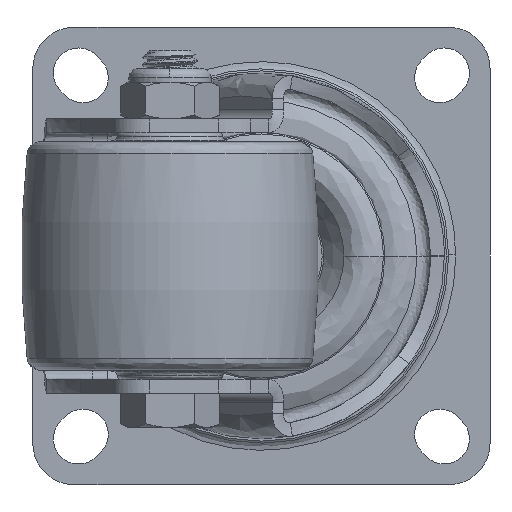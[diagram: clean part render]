
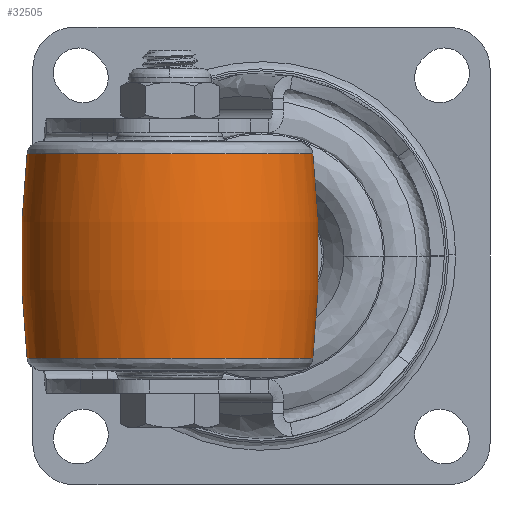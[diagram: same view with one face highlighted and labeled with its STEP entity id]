
A CAD part, front view. The second image highlights one B-rep face of the part: STEP entity #32505.
In plain terms, the highlighted toroidal (fillet/blend) face has major radius 167.5 mm and minor radius 200 mm.
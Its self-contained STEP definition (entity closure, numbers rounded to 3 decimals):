
#590 = VERTEX_POINT ( 'NONE', #18253 ) ;
#939 = VERTEX_POINT ( 'NONE', #9361 ) ;
#1353 = CIRCLE ( 'NONE', #19947, 200. ) ;
#4038 = DIRECTION ( 'NONE',  ( 0., 0., 1. ) ) ;
#4569 = AXIS2_PLACEMENT_3D ( 'NONE', #26159, #4038, #29385 ) ;
#4707 = EDGE_LOOP ( 'NONE', ( #6709, #18346, #35431, #22242 ) ) ;
#6108 = AXIS2_PLACEMENT_3D ( 'NONE', #25137, #32899, #33270 ) ;
#6264 = DIRECTION ( 'NONE',  ( -0.998, 0.063, 0. ) ) ;
#6709 = ORIENTED_EDGE ( 'NONE', *, *, #9598, .F. ) ;
#8417 = DIRECTION ( 'NONE',  ( 0., 1., 0. ) ) ;
#8889 = DIRECTION ( 'NONE',  ( 0., 0., 1. ) ) ;
#9076 = EDGE_CURVE ( 'NONE', #31679, #9477, #12131, .T. ) ;
#9361 = CARTESIAN_POINT ( 'NONE',  ( 11.249, -50.8, -22.335 ) ) ;
#9477 = VERTEX_POINT ( 'NONE', #12422 ) ;
#9598 = EDGE_CURVE ( 'NONE', #590, #9477, #1353, .T. ) ;
#9802 = AXIS2_PLACEMENT_3D ( 'NONE', #12086, #8889, #6264 ) ;
#9979 = EDGE_CURVE ( 'NONE', #590, #939, #17572, .T. ) ;
#10772 = DIRECTION ( 'NONE',  ( 0., -1., 0. ) ) ;
#12086 = CARTESIAN_POINT ( 'NONE',  ( -20., -50.8, -22.335 ) ) ;
#12131 = CIRCLE ( 'NONE', #6108, 31.249 ) ;
#12422 = CARTESIAN_POINT ( 'NONE',  ( -51.249, -50.8, 22.335 ) ) ;
#12600 = CARTESIAN_POINT ( 'NONE',  ( 11.249, -50.8, 22.335 ) ) ;
#17572 = CIRCLE ( 'NONE', #9802, 31.249 ) ;
#18253 = CARTESIAN_POINT ( 'NONE',  ( -51.249, -50.8, -22.335 ) ) ;
#18346 = ORIENTED_EDGE ( 'NONE', *, *, #9979, .T. ) ;
#19947 = AXIS2_PLACEMENT_3D ( 'NONE', #34312, #8417, #28516 ) ;
#22201 = CIRCLE ( 'NONE', #35376, 200. ) ;
#22242 = ORIENTED_EDGE ( 'NONE', *, *, #9076, .T. ) ;
#25137 = CARTESIAN_POINT ( 'NONE',  ( -20., -50.8, 22.335 ) ) ;
#26159 = CARTESIAN_POINT ( 'NONE',  ( -20., -50.8, 0. ) ) ;
#27391 = EDGE_CURVE ( 'NONE', #939, #31679, #22201, .T. ) ;
#27940 = TOROIDAL_SURFACE ( 'NONE', #4569, -167.5, 200. ) ;
#28036 = DIRECTION ( 'NONE',  ( 0., 0., -1. ) ) ;
#28516 = DIRECTION ( 'NONE',  ( 0., 0., 1. ) ) ;
#28827 = FACE_OUTER_BOUND ( 'NONE', #4707, .T. ) ;
#29385 = DIRECTION ( 'NONE',  ( 1., 0., 0. ) ) ;
#30867 = CARTESIAN_POINT ( 'NONE',  ( -187.5, -50.8, 0. ) ) ;
#31679 = VERTEX_POINT ( 'NONE', #12600 ) ;
#32505 = ADVANCED_FACE ( 'NONE', ( #28827 ), #27940, .T. ) ;
#32899 = DIRECTION ( 'NONE',  ( 0., 0., -1. ) ) ;
#33270 = DIRECTION ( 'NONE',  ( -0.998, 0.063, 0. ) ) ;
#34312 = CARTESIAN_POINT ( 'NONE',  ( 147.5, -50.8, 0. ) ) ;
#35376 = AXIS2_PLACEMENT_3D ( 'NONE', #30867, #10772, #28036 ) ;
#35431 = ORIENTED_EDGE ( 'NONE', *, *, #27391, .T. ) ;
